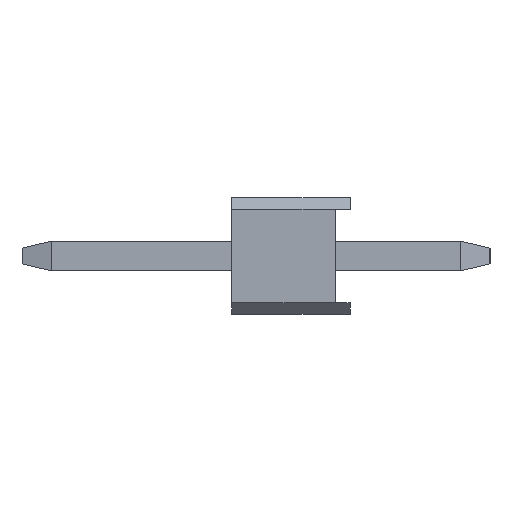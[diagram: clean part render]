
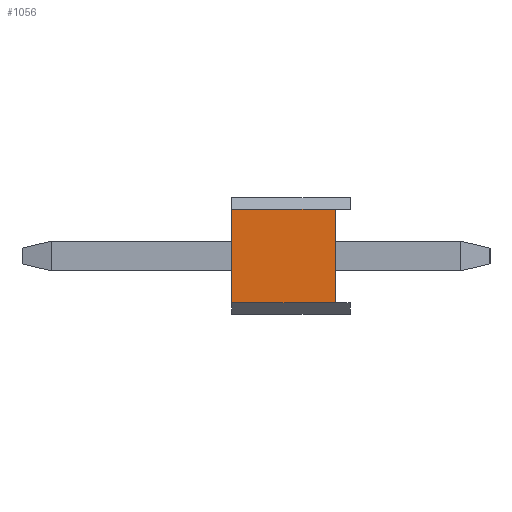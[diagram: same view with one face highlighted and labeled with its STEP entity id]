
A CAD part, left-side view. The second image highlights one B-rep face of the part: STEP entity #1056.
In plain terms, the highlighted planar face has unit normal (-1, 0, 0).
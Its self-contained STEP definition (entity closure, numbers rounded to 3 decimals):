
#359 = EDGE_CURVE ( 'NONE', #1022, #443, #1423, .T. ) ;
#360 = EDGE_CURVE ( 'NONE', #1022, #1034, #1409, .T. ) ;
#364 = EDGE_CURVE ( 'NONE', #1034, #1003, #1414, .T. ) ;
#377 = EDGE_CURVE ( 'NONE', #443, #1024, #1452, .T. ) ;
#387 = EDGE_CURVE ( 'NONE', #997, #1003, #1543, .T. ) ;
#404 = EDGE_CURVE ( 'NONE', #1024, #997, #1526, .T. ) ;
#413 = AXIS2_PLACEMENT_3D ( 'NONE', #686, #670, #684 ) ;
#443 = VERTEX_POINT ( 'NONE', #514 ) ;
#464 = DIRECTION ( 'NONE',  ( 0., -1., 0. ) ) ;
#468 = CARTESIAN_POINT ( 'NONE',  ( -0.247, 2.54, -0.247 ) ) ;
#475 = CARTESIAN_POINT ( 'NONE',  ( -0.247, 2.54, -2.253 ) ) ;
#482 = DIRECTION ( 'NONE',  ( 0., -1., 0. ) ) ;
#483 = CARTESIAN_POINT ( 'NONE',  ( -0.247, 0.32, -0.253 ) ) ;
#495 = CARTESIAN_POINT ( 'NONE',  ( -0.247, 2.54, -2.253 ) ) ;
#506 = DIRECTION ( 'NONE',  ( 0., 0., 1. ) ) ;
#514 = CARTESIAN_POINT ( 'NONE',  ( -0.247, 0.32, -2.253 ) ) ;
#520 = CARTESIAN_POINT ( 'NONE',  ( -0.247, 0., -0.253 ) ) ;
#528 = DIRECTION ( 'NONE',  ( 0., -1., 0. ) ) ;
#529 = CARTESIAN_POINT ( 'NONE',  ( -0.247, 0., -2.253 ) ) ;
#530 = DIRECTION ( 'NONE',  ( 0., 0., 1. ) ) ;
#535 = CARTESIAN_POINT ( 'NONE',  ( -0.247, 0., -0.253 ) ) ;
#544 = DIRECTION ( 'NONE',  ( 0., 0., 1. ) ) ;
#552 = CARTESIAN_POINT ( 'NONE',  ( -0.247, 2.54, -2.253 ) ) ;
#566 = CARTESIAN_POINT ( 'NONE',  ( -0.247, 0., -0.247 ) ) ;
#598 = CARTESIAN_POINT ( 'NONE',  ( -0.247, 0.32, -0.253 ) ) ;
#605 = CARTESIAN_POINT ( 'NONE',  ( -0.247, 2.54, -0.247 ) ) ;
#660 = PLANE ( 'NONE',  #413 ) ;
#670 = DIRECTION ( 'NONE',  ( 1., 0., 0. ) ) ;
#684 = DIRECTION ( 'NONE',  ( 0., 0., -1. ) ) ;
#686 = CARTESIAN_POINT ( 'NONE',  ( -0.247, 2.54, -2.253 ) ) ;
#997 = VERTEX_POINT ( 'NONE', #535 ) ;
#1003 = VERTEX_POINT ( 'NONE', #566 ) ;
#1022 = VERTEX_POINT ( 'NONE', #552 ) ;
#1024 = VERTEX_POINT ( 'NONE', #598 ) ;
#1034 = VERTEX_POINT ( 'NONE', #605 ) ;
#1056 = ADVANCED_FACE ( 'NONE', ( #1623 ), #660, .F. ) ;
#1363 = ORIENTED_EDGE ( 'NONE', *, *, #359, .T. ) ;
#1386 = VECTOR ( 'NONE', #482, 1000. ) ;
#1398 = VECTOR ( 'NONE', #506, 1000. ) ;
#1409 = LINE ( 'NONE', #495, #1398 ) ;
#1414 = LINE ( 'NONE', #468, #1475 ) ;
#1423 = LINE ( 'NONE', #475, #1386 ) ;
#1452 = LINE ( 'NONE', #483, #1468 ) ;
#1468 = VECTOR ( 'NONE', #544, 1000. ) ;
#1475 = VECTOR ( 'NONE', #464, 1000. ) ;
#1506 = VECTOR ( 'NONE', #528, 1000. ) ;
#1526 = LINE ( 'NONE', #520, #1506 ) ;
#1541 = VECTOR ( 'NONE', #530, 1000. ) ;
#1543 = LINE ( 'NONE', #529, #1541 ) ;
#1559 = EDGE_LOOP ( 'NONE', ( #1739, #1748, #1731, #1763, #1760, #1363 ) ) ;
#1623 = FACE_OUTER_BOUND ( 'NONE', #1559, .T. ) ;
#1731 = ORIENTED_EDGE ( 'NONE', *, *, #387, .T. ) ;
#1739 = ORIENTED_EDGE ( 'NONE', *, *, #377, .T. ) ;
#1748 = ORIENTED_EDGE ( 'NONE', *, *, #404, .T. ) ;
#1760 = ORIENTED_EDGE ( 'NONE', *, *, #360, .F. ) ;
#1763 = ORIENTED_EDGE ( 'NONE', *, *, #364, .F. ) ;
